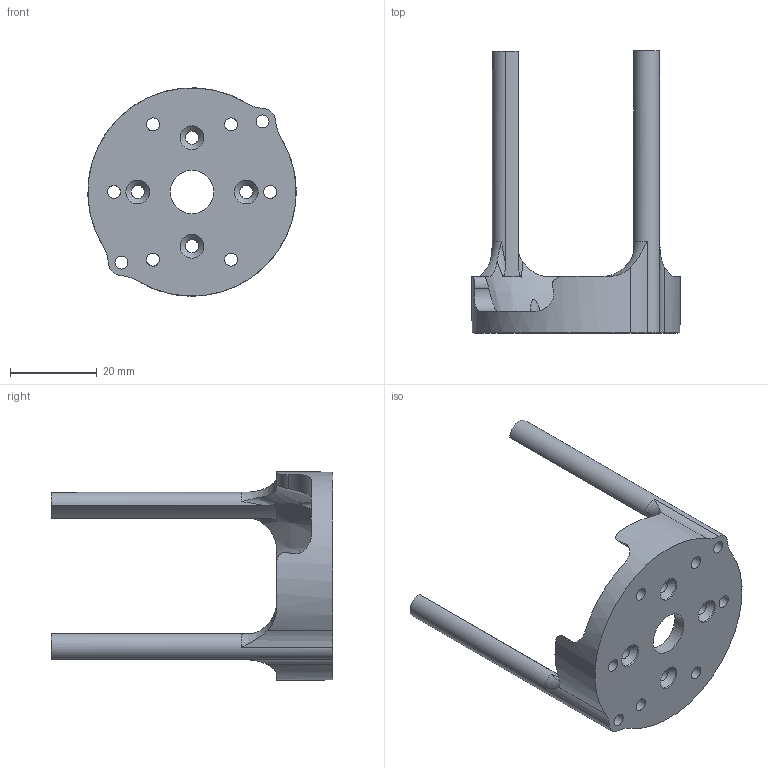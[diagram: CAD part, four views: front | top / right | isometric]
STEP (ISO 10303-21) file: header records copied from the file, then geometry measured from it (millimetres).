
FILE_DESCRIPTION(/* description */ (''),/* implementation_level */ '2;1');
FILE_NAME(/* name */ 'Motor Base Aerodrive Turnigy 4250.stp',/* time_stamp */ '2018-06-12T21:00:56+02:00',/* author */ ('Leo'),/* organization */ (''),/* preprocessor_version */ 'ST-DEVELOPER v16.13',/* originating_system */ 'Autodesk Inventor 2018',/* authorisation */ '');
FILE_SCHEMA (('AUTOMOTIVE_DESIGN { 1 0 10303 214 3 1 1 }'));
Length unit declared in the file: millimetre
Products named in the file (1): Adaptateur
Bounding box: 47.99 x 65 x 47.99 mm (x, y, z)
Volume: 12181.3 mm3; surface area: 9530.6 mm2
Topology: 1 solids, 1 shells, 52 faces, 169 edges, 113 vertices
Faces by surface type: cylinder 31, plane 8, cone 5, bspline 4, torus 4
Full cylindrical faces by diameter (mm): 3 x12, 5.5 x4, 10 x1
Entity records: 2224 total; most frequent: CARTESIAN_POINT 814, ORIENTED_EDGE 278, DIRECTION 272, EDGE_CURVE 139, AXIS2_PLACEMENT_3D 127, VERTEX_POINT 104, EDGE_LOOP 93, CIRCLE 78
